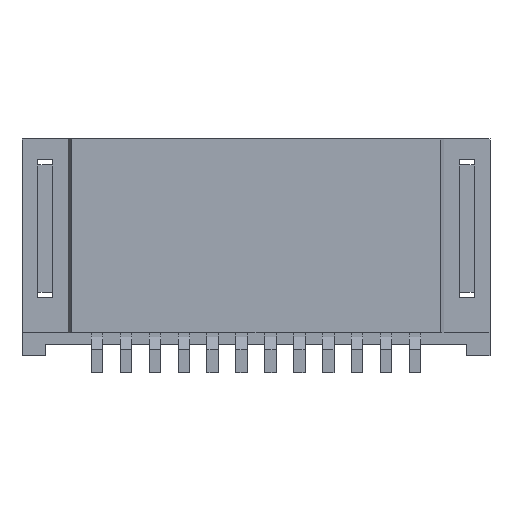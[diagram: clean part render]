
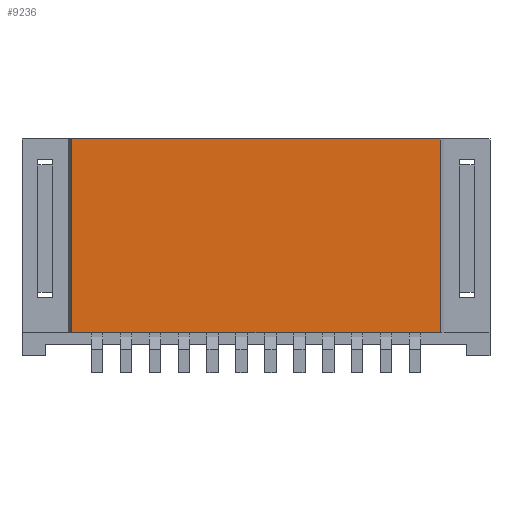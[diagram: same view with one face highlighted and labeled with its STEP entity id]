
A CAD part, front view. The second image highlights one B-rep face of the part: STEP entity #9236.
In plain terms, the highlighted planar face has unit normal (0, -1, 0).
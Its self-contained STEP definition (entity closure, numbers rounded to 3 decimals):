
#963=DIRECTION('',(1.,0.,0.));
#964=VECTOR('',#963,6.385);
#965=CARTESIAN_POINT('',(-3.192,0.,3.75));
#966=LINE('',#965,#964);
#995=DIRECTION('',(1.,0.,0.));
#996=VECTOR('',#995,6.385);
#997=CARTESIAN_POINT('',(-3.192,0.,0.4));
#998=LINE('',#997,#996);
#999=DIRECTION('',(0.,0.,1.));
#1000=VECTOR('',#999,3.35);
#1001=CARTESIAN_POINT('',(-3.192,0.,0.4));
#1002=LINE('',#1001,#1000);
#1291=DIRECTION('',(0.,0.,1.));
#1292=VECTOR('',#1291,3.35);
#1293=CARTESIAN_POINT('',(3.192,0.,0.4));
#1294=LINE('',#1293,#1292);
#6237=CARTESIAN_POINT('',(-3.192,0.,3.75));
#6238=CARTESIAN_POINT('',(3.192,0.,3.75));
#6239=VERTEX_POINT('',#6237);
#6240=VERTEX_POINT('',#6238);
#6253=CARTESIAN_POINT('',(-3.192,0.,0.4));
#6254=CARTESIAN_POINT('',(3.192,0.,0.4));
#6255=VERTEX_POINT('',#6253);
#6256=VERTEX_POINT('',#6254);
#9223=CARTESIAN_POINT('',(-3.192,0.,0.));
#9224=DIRECTION('',(0.,-1.,0.));
#9225=DIRECTION('',(1.,0.,0.));
#9226=AXIS2_PLACEMENT_3D('',#9223,#9224,#9225);
#9227=PLANE('',#9226);
#9228=ORIENTED_EDGE('',*,*,#8535,.F.);
#9230=ORIENTED_EDGE('',*,*,#9229,.T.);
#9231=ORIENTED_EDGE('',*,*,#9195,.T.);
#9233=ORIENTED_EDGE('',*,*,#9232,.F.);
#9234=EDGE_LOOP('',(#9228,#9230,#9231,#9233));
#9235=FACE_OUTER_BOUND('',#9234,.F.);
#9236=ADVANCED_FACE('',(#9235),#9227,.T.);
#8535=EDGE_CURVE('',#6255,#6256,#998,.T.);
#9195=EDGE_CURVE('',#6239,#6240,#966,.T.);
#9229=EDGE_CURVE('',#6255,#6239,#1002,.T.);
#9232=EDGE_CURVE('',#6256,#6240,#1294,.T.);
